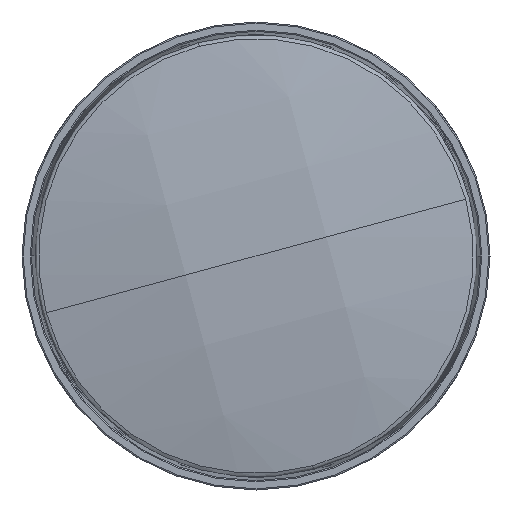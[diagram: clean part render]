
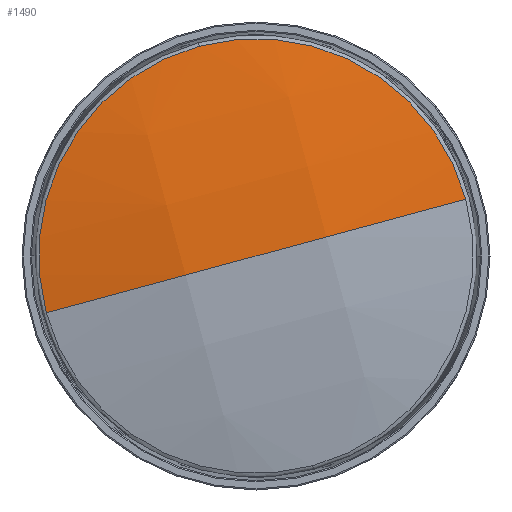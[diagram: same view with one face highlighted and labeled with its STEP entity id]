
A CAD part, front view. The second image highlights one B-rep face of the part: STEP entity #1490.
In plain terms, the highlighted free-form (B-spline) face has degree [3, 3] with [4, 4] control points.
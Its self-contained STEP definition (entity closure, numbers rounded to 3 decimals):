
#205 = CARTESIAN_POINT ( 'NONE',  ( 0., -30.399, 0. ) ) ;
#296 = DIRECTION ( 'NONE',  ( -1., 0., 0. ) ) ;
#407 = EDGE_CURVE ( 'NONE', #4127, #4870, #6431, .T. ) ;
#419 = DIRECTION ( 'NONE',  ( 0., -1., 0. ) ) ;
#459 = DIRECTION ( 'NONE',  ( 0., 0., 1. ) ) ;
#1090 = CARTESIAN_POINT ( 'NONE',  ( 46.867, -28.728, 30.598 ) ) ;
#1490 = ADVANCED_FACE ( 'NONE', ( #7757 ), #5757, .T. ) ;
#1651 = CIRCLE ( 'NONE', #4773, 46.319 ) ;
#1677 = DIRECTION ( 'NONE',  ( 0., 0., 1. ) ) ;
#1707 = CARTESIAN_POINT ( 'NONE',  ( -46.867, -30.286, 0. ) ) ;
#2233 = VERTEX_POINT ( 'NONE', #6231 ) ;
#2344 = CARTESIAN_POINT ( 'NONE',  ( 0., -30.399, 0. ) ) ;
#2379 = CARTESIAN_POINT ( 'NONE',  ( -46.867, -28.728, 30.598 ) ) ;
#2416 = CARTESIAN_POINT ( 'NONE',  ( -15.843, -36.727, 0. ) ) ;
#3001 = AXIS2_PLACEMENT_3D ( 'NONE', #205, #419, #459 ) ;
#3032 = ORIENTED_EDGE ( 'NONE', *, *, #5346, .T. ) ;
#3090 = CARTESIAN_POINT ( 'NONE',  ( -46.867, -30.286, 15.338 ) ) ;
#3132 = EDGE_LOOP ( 'NONE', ( #7728, #5886, #3032 ) ) ;
#3719 = CARTESIAN_POINT ( 'NONE',  ( -46.867, -25.628, 45.62 ) ) ;
#4127 = VERTEX_POINT ( 'NONE', #5826 ) ;
#4350 = CARTESIAN_POINT ( 'NONE',  ( 46.867, -30.286, 0. ) ) ;
#4392 = CARTESIAN_POINT ( 'NONE',  ( 46.867, -25.628, 45.62 ) ) ;
#4466 = CARTESIAN_POINT ( 'NONE',  ( 15.843, -35.125, 31.471 ) ) ;
#4513 = CARTESIAN_POINT ( 'NONE',  ( -15.843, -31.936, 46.921 ) ) ;
#4773 = AXIS2_PLACEMENT_3D ( 'NONE', #2344, #7725, #1677 ) ;
#4870 = VERTEX_POINT ( 'NONE', #7999 ) ;
#5010 = DIRECTION ( 'NONE',  ( 0., 0., 1. ) ) ;
#5048 = CARTESIAN_POINT ( 'NONE',  ( 15.843, -36.727, 15.776 ) ) ;
#5212 = CARTESIAN_POINT ( 'NONE',  ( 15.843, -31.936, 46.921 ) ) ;
#5346 = EDGE_CURVE ( 'NONE', #4870, #2233, #1651, .T. ) ;
#5757 =( BOUNDED_SURFACE ( )  B_SPLINE_SURFACE ( 3, 3, ( 
 ( #1707, #3090, #2379, #3719 ),
 ( #2416, #5776, #8460, #4513 ),
 ( #8537, #5048, #4466, #5212 ),
 ( #4350, #7171, #1090, #4392 ) ),
 .UNSPECIFIED., .F., .F., .F. ) 
 B_SPLINE_SURFACE_WITH_KNOTS ( ( 4, 4 ),
 ( 4, 4 ),
 ( 0., 1. ),
 ( 0., 1. ),
 .UNSPECIFIED. ) 
 GEOMETRIC_REPRESENTATION_ITEM ( )  RATIONAL_B_SPLINE_SURFACE ( (
 ( 1., 0.997, 0.997, 1.),
 ( 0.986, 0.983, 0.983, 0.986),
 ( 0.986, 0.983, 0.983, 0.986),
 ( 1., 0.997, 0.997, 1.) ) ) 
 REPRESENTATION_ITEM ( '' )  SURFACE ( )  );
#5776 = CARTESIAN_POINT ( 'NONE',  ( -15.843, -36.727, 15.776 ) ) ;
#5819 = CIRCLE ( 'NONE', #3001, 46.319 ) ;
#5826 = CARTESIAN_POINT ( 'NONE',  ( -46.319, -30.399, 0. ) ) ;
#5886 = ORIENTED_EDGE ( 'NONE', *, *, #407, .T. ) ;
#6231 = CARTESIAN_POINT ( 'NONE',  ( 0., -30.399, 46.319 ) ) ;
#6431 = CIRCLE ( 'NONE', #7693, 230.537 ) ;
#7165 = EDGE_CURVE ( 'NONE', #2233, #4127, #5819, .T. ) ;
#7171 = CARTESIAN_POINT ( 'NONE',  ( 46.867, -30.286, 15.338 ) ) ;
#7693 = AXIS2_PLACEMENT_3D ( 'NONE', #7761, #5010, #296 ) ;
#7725 = DIRECTION ( 'NONE',  ( 0., -1., 0. ) ) ;
#7728 = ORIENTED_EDGE ( 'NONE', *, *, #7165, .T. ) ;
#7757 = FACE_OUTER_BOUND ( 'NONE', #3132, .T. ) ;
#7761 = CARTESIAN_POINT ( 'NONE',  ( 0., 195.437, 0. ) ) ;
#7999 = CARTESIAN_POINT ( 'NONE',  ( 46.319, -30.399, 0. ) ) ;
#8460 = CARTESIAN_POINT ( 'NONE',  ( -15.843, -35.125, 31.471 ) ) ;
#8537 = CARTESIAN_POINT ( 'NONE',  ( 15.843, -36.727, 0. ) ) ;
